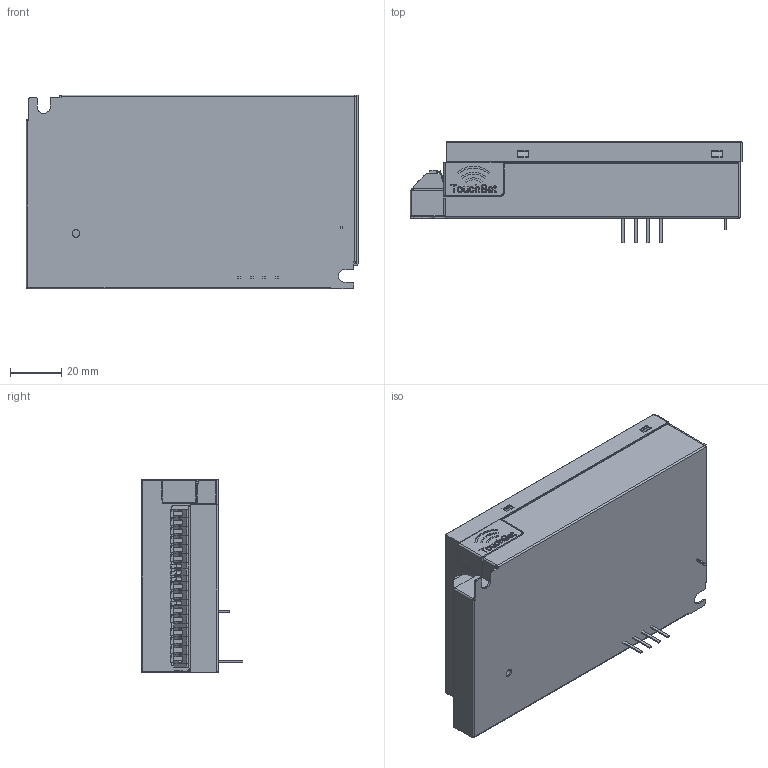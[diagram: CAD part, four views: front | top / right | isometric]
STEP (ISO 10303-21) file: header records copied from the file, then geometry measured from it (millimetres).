
FILE_DESCRIPTION((''),'2;1');
FILE_NAME('A6667-50W_ASM','2017-08-17T',('Administrator'),(''),'PRO/ENGINEER BY PARAMETRIC TECHNOLOGY CORPORATION, 2007450','PRO/ENGINEER BY PARAMETRIC TECHNOLOGY CORPORATION, 2007450','');
FILE_SCHEMA(('CONFIG_CONTROL_DESIGN'));
Length unit declared in the file: millimetre
Products named in the file (16): PCB-4CH_A6667; GBU406; RADIATOR_PLATE; STF13N80K5; 3P5_TERMINAL; ______; NS-201-SH0072; ANTENNA-4; 2P5_TERMINAL; PLACEMENT-4CH_A6667-50W_ASM; BOTTOM_COVER_A6667; NFC_COVER-A6667; LOCK_SPRING; TOP_COVER_A6667; INSULATION_TRIP_A6667; A6667-50W_ASM
Assembly tree (32 placements, depth 3):
  A6667-50W_ASM
    PLACEMENT-4CH_A6667-50W_ASM
      PCB-4CH_A6667
      GBU406
      RADIATOR_PLATE
      STF13N80K5
      3P5_TERMINAL  x14
      ______  x2
      NS-201-SH0072
      ANTENNA-4
      2P5_TERMINAL  x4
    BOTTOM_COVER_A6667
    NFC_COVER-A6667
    LOCK_SPRING
    TOP_COVER_A6667
    INSULATION_TRIP_A6667
Bounding box: 130.1 x 39.65 x 76 mm (x, y, z)
Volume: 52030.4 mm3; surface area: 159442.8 mm2
Topology: 32 solids, 32 shells, 1797 faces, 4548 edges, 2894 vertices
Faces by surface type: plane 1436, cylinder 247, extrusion 100, cone 14
Entity records: 34328 total; most frequent: CARTESIAN_POINT 6953, ORIENTED_EDGE 5682, DIRECTION 5269, EDGE_CURVE 2841, VECTOR 2337, LINE 2237, VERTEX_POINT 1773, AXIS2_PLACEMENT_3D 1466
